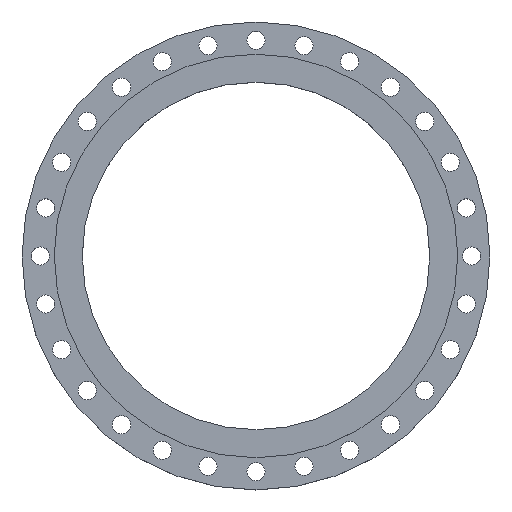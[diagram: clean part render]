
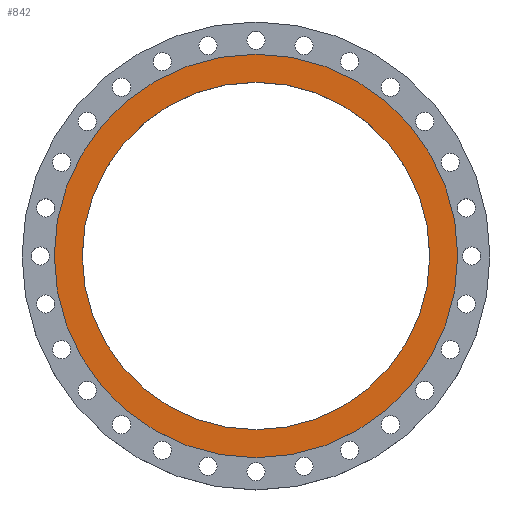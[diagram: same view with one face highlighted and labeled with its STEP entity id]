
A CAD part, top view. The second image highlights one B-rep face of the part: STEP entity #842.
In plain terms, the highlighted planar face has unit normal (0, 0, 1).
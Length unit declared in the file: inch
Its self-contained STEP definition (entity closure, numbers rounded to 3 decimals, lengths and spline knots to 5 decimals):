
#14 = DIRECTION ( 'NONE',  ( 0., 0., 1. ) ) ;
#164 = ORIENTED_EDGE ( 'NONE', *, *, #554, .F. ) ;
#176 = EDGE_CURVE ( 'NONE', #1508, #381, #2211, .T. ) ;
#233 = DIRECTION ( 'NONE',  ( -1., 0., 0. ) ) ;
#250 = EDGE_CURVE ( 'NONE', #803, #1289, #2458, .T. ) ;
#276 = ORIENTED_EDGE ( 'NONE', *, *, #176, .F. ) ;
#323 = DIRECTION ( 'NONE',  ( 1., 0., 0. ) ) ;
#381 = VERTEX_POINT ( 'NONE', #1589 ) ;
#388 = CARTESIAN_POINT ( 'NONE',  ( 0., 0., 0. ) ) ;
#463 = AXIS2_PLACEMENT_3D ( 'NONE', #2383, #785, #589 ) ;
#554 = EDGE_CURVE ( 'NONE', #381, #1508, #1629, .T. ) ;
#589 = DIRECTION ( 'NONE',  ( 1., 0., 0. ) ) ;
#660 = AXIS2_PLACEMENT_3D ( 'NONE', #388, #14, #1200 ) ;
#705 = AXIS2_PLACEMENT_3D ( 'NONE', #1744, #1313, #323 ) ;
#769 = FACE_BOUND ( 'NONE', #2404, .T. ) ;
#785 = DIRECTION ( 'NONE',  ( 0., 0., 1. ) ) ;
#803 = VERTEX_POINT ( 'NONE', #2038 ) ;
#842 = ADVANCED_FACE ( 'NONE', ( #769, #2363 ), #2014, .F. ) ;
#1053 = EDGE_LOOP ( 'NONE', ( #1193, #1904 ) ) ;
#1193 = ORIENTED_EDGE ( 'NONE', *, *, #250, .T. ) ;
#1200 = DIRECTION ( 'NONE',  ( 1., 0., 0. ) ) ;
#1232 = CARTESIAN_POINT ( 'NONE',  ( 0., 15.5, 0. ) ) ;
#1289 = VERTEX_POINT ( 'NONE', #2067 ) ;
#1313 = DIRECTION ( 'NONE',  ( 0., 0., 1. ) ) ;
#1445 = DIRECTION ( 'NONE',  ( 1., 0., 0. ) ) ;
#1508 = VERTEX_POINT ( 'NONE', #1924 ) ;
#1589 = CARTESIAN_POINT ( 'NONE',  ( -15.5, 0., 0. ) ) ;
#1629 = CIRCLE ( 'NONE', #2416, 15.5 ) ;
#1716 = AXIS2_PLACEMENT_3D ( 'NONE', #1232, #2240, #233 ) ;
#1744 = CARTESIAN_POINT ( 'NONE',  ( 0., 0., 0. ) ) ;
#1904 = ORIENTED_EDGE ( 'NONE', *, *, #2063, .T. ) ;
#1924 = CARTESIAN_POINT ( 'NONE',  ( 15.5, 0., 0. ) ) ;
#2014 = PLANE ( 'NONE',  #1716 ) ;
#2038 = CARTESIAN_POINT ( 'NONE',  ( 18., 0., 0. ) ) ;
#2063 = EDGE_CURVE ( 'NONE', #1289, #803, #2145, .T. ) ;
#2067 = CARTESIAN_POINT ( 'NONE',  ( -18., 0., 0. ) ) ;
#2145 = CIRCLE ( 'NONE', #463, 18. ) ;
#2211 = CIRCLE ( 'NONE', #705, 15.5 ) ;
#2240 = DIRECTION ( 'NONE',  ( 0., 0., -1. ) ) ;
#2363 = FACE_OUTER_BOUND ( 'NONE', #1053, .T. ) ;
#2383 = CARTESIAN_POINT ( 'NONE',  ( 0., 0., 0. ) ) ;
#2404 = EDGE_LOOP ( 'NONE', ( #276, #164 ) ) ;
#2416 = AXIS2_PLACEMENT_3D ( 'NONE', #2434, #2445, #1445 ) ;
#2434 = CARTESIAN_POINT ( 'NONE',  ( 0., 0., 0. ) ) ;
#2445 = DIRECTION ( 'NONE',  ( 0., 0., 1. ) ) ;
#2458 = CIRCLE ( 'NONE', #660, 18. ) ;
